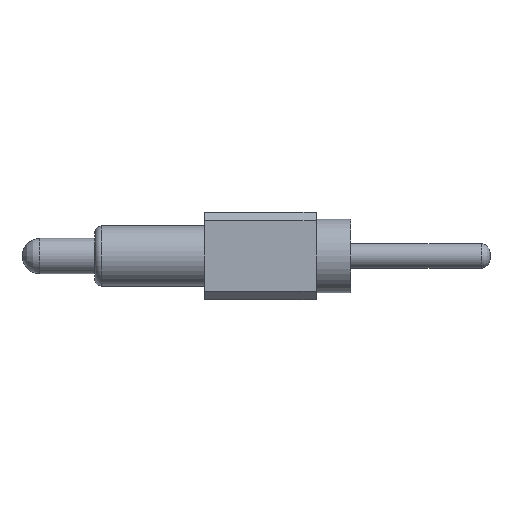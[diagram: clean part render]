
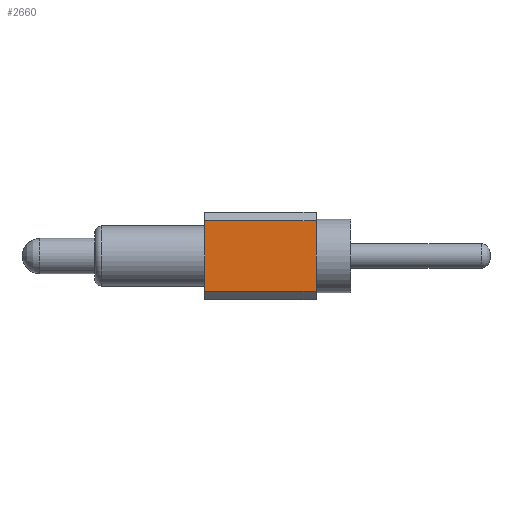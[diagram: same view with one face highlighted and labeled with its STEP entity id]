
A CAD part, left-side view. The second image highlights one B-rep face of the part: STEP entity #2660.
In plain terms, the highlighted planar face has unit normal (-1, 0, 0).
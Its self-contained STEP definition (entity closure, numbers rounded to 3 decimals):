
#252=FACE_OUTER_BOUND('',#422,.T.);
#422=EDGE_LOOP('',(#1699,#1700,#1701,#1702));
#624=LINE('',#3958,#848);
#632=LINE('',#3976,#856);
#635=LINE('',#3982,#859);
#636=LINE('',#3984,#860);
#848=VECTOR('',#3149,10.);
#856=VECTOR('',#3165,10.);
#859=VECTOR('',#3172,10.);
#860=VECTOR('',#3175,10.);
#1070=VERTEX_POINT('',#3955);
#1071=VERTEX_POINT('',#3957);
#1076=VERTEX_POINT('',#3973);
#1077=VERTEX_POINT('',#3975);
#1312=EDGE_CURVE('',#1070,#1071,#624,.T.);
#1321=EDGE_CURVE('',#1076,#1077,#632,.T.);
#1325=EDGE_CURVE('',#1077,#1070,#635,.T.);
#1326=EDGE_CURVE('',#1071,#1076,#636,.T.);
#1699=ORIENTED_EDGE('',*,*,#1325,.F.);
#1700=ORIENTED_EDGE('',*,*,#1321,.F.);
#1701=ORIENTED_EDGE('',*,*,#1326,.F.);
#1702=ORIENTED_EDGE('',*,*,#1312,.F.);
#2388=PLANE('',#2851);
#2660=ADVANCED_FACE('',(#252),#2388,.T.);
#2851=AXIS2_PLACEMENT_3D('',#3983,#3173,#3174);
#3149=DIRECTION('',(0.,0.,-1.));
#3165=DIRECTION('',(0.,0.,1.));
#3172=DIRECTION('',(0.,-1.,0.));
#3173=DIRECTION('center_axis',(-1.,0.,0.));
#3174=DIRECTION('ref_axis',(0.,0.,1.));
#3175=DIRECTION('',(0.,1.,0.));
#3955=CARTESIAN_POINT('',(-1.,0.79,0.8));
#3957=CARTESIAN_POINT('',(-1.,0.79,-0.8));
#3958=CARTESIAN_POINT('',(-1.,0.79,-0.5));
#3973=CARTESIAN_POINT('',(-1.,3.33,-0.8));
#3975=CARTESIAN_POINT('',(-1.,3.33,0.8));
#3976=CARTESIAN_POINT('',(-1.,3.33,-0.5));
#3982=CARTESIAN_POINT('',(-1.,0.79,0.8));
#3983=CARTESIAN_POINT('Origin',(-1.,0.79,-1.));
#3984=CARTESIAN_POINT('',(-1.,0.79,-0.8));
